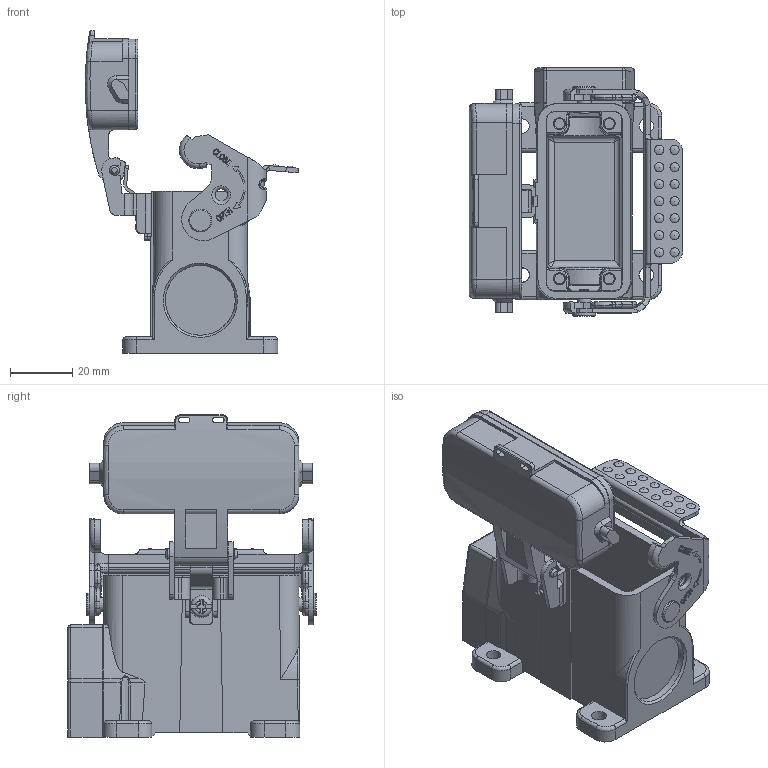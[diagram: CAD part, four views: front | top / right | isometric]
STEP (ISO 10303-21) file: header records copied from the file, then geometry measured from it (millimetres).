
FILE_DESCRIPTION(/* description */ (''),/* implementation_level */ '2;1');
FILE_NAME(/* name */ 'H10A-SF-1L-CV-XXX.stp',/* time_stamp */ '2022-10-20T17:40:38+08:00',/* author */ (''),/* organization */ (''),/* preprocessor_version */ 'ST-DEVELOPER v16',/* originating_system */ 'SIEMENS PLM Software NX 10.0',/* authorisation */ '');
FILE_SCHEMA (('AUTOMOTIVE_DESIGN { 1 0 10303 214 3 1 1 1 }'));
Products named in the file (1): Admi62B47F301p95
Bounding box: 68.74 x 80 x 103.77 mm (x, y, z)
Volume: 66484.8 mm3; surface area: 42065.5 mm2
Topology: 1 solids, 2 shells, 1230 faces, 3283 edges, 2086 vertices
Faces by surface type: plane 499, cylinder 423, bspline 148, torus 110, cone 26, extrusion 20, sphere 4
Full cylindrical faces by diameter (mm): 2.2 x16, 3 x2, 3.2 x2, 3.3 x4, 4 x2, 4.4 x2, 4.6 x2, 5 x2, 7 x3, 7.4 x2, 20 x1, 22.5 x2
Entity records: 49682 total; most frequent: CARTESIAN_POINT 20837, ORIENTED_EDGE 6244, DIRECTION 5555, EDGE_CURVE 3122, VERTEX_POINT 2037, AXIS2_PLACEMENT_3D 1999, VECTOR 1557, LINE 1537
